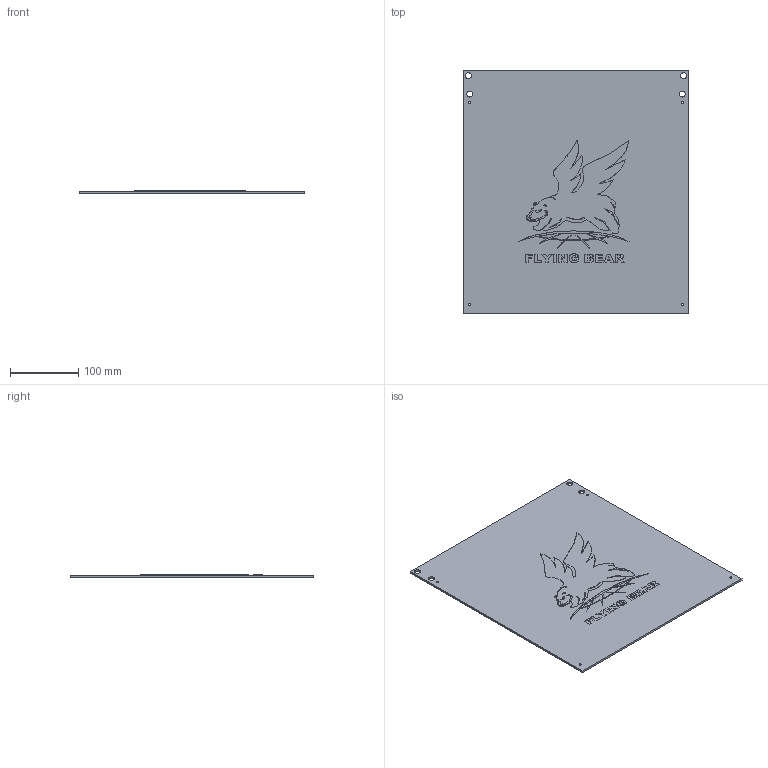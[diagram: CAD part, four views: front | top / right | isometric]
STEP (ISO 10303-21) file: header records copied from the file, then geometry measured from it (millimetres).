
FILE_DESCRIPTION(/* description */ (''),/* implementation_level */ '2;1');
FILE_NAME(/* name */ 'side panel.stp',/* time_stamp */ '2020-11-19T20:29:04+03:00',/* author */ ('Max'),/* organization */ (''),/* preprocessor_version */ 'ST-DEVELOPER v16.5',/* originating_system */ 'Autodesk Inventor 2017',/* authorisation */ '');
FILE_SCHEMA (('AUTOMOTIVE_DESIGN { 1 0 10303 214 3 1 1 }'));
Length unit declared in the file: millimetre
Products named in the file (1): боковая  \X2\043F0430043D0435

Bounding box: 332 x 358 x 3.1 mm (x, y, z)
Volume: 356849.3 mm3; surface area: 243774.7 mm2
Topology: 1 solids, 1 shells, 198 faces, 516 edges, 344 vertices
Faces by surface type: plane 118, bspline 72, cylinder 8
Full cylindrical faces by diameter (mm): 3 x4, 8.8 x4
Entity records: 9055 total; most frequent: CARTESIAN_POINT 4619, ORIENTED_EDGE 1016, DIRECTION 634, EDGE_CURVE 508, LINE 348, VECTOR 348, VERTEX_POINT 344, EDGE_LOOP 246
